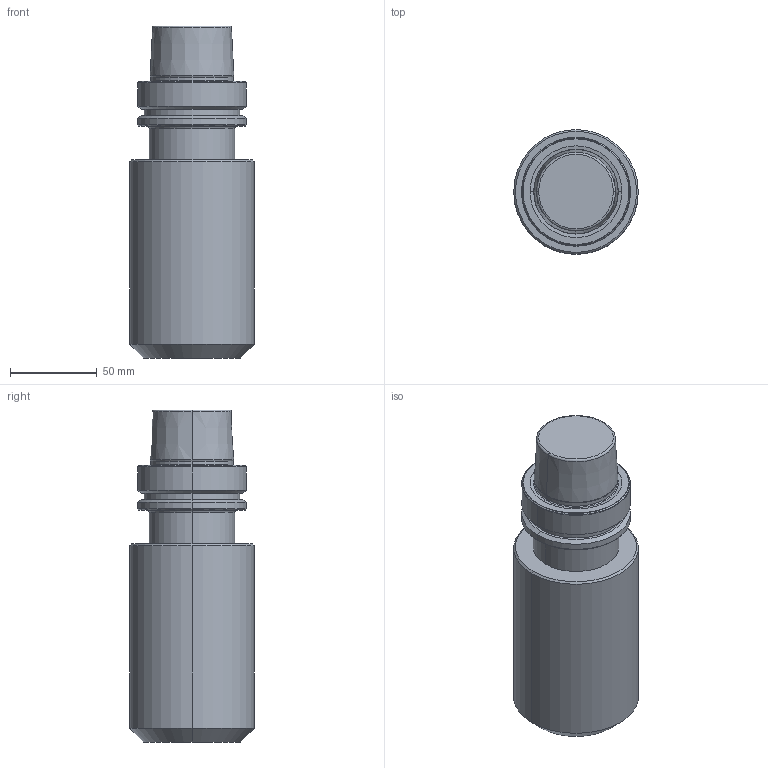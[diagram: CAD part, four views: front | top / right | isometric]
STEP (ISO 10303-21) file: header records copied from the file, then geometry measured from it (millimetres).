
FILE_DESCRIPTION (( 'STEP AP203' ), '1' );
FILE_NAME ('HSK-A 63 WE32 160 6.3G 20000 SL.STEP', '2019-05-13T03:53:06', ( '' ), ( '' ), 'SwSTEP 2.0', 'SolidWorks 2014', '' );
FILE_SCHEMA (( 'CONFIG_CONTROL_DESIGN' ));
Length unit declared in the file: millimetre
Products named in the file (1): HSK-A 63 WE32 160 6.3G 20000 SL
Bounding box: 72 x 72 x 191.9 mm (x, y, z)
Volume: 629547 mm3; surface area: 48496.7 mm2
Topology: 1 solids, 1 shells, 51 faces, 100 edges, 56 vertices
Faces by surface type: cone 18, torus 14, cylinder 12, plane 7
Entity records: 1385 total; most frequent: DIRECTION 274, CARTESIAN_POINT 208, ORIENTED_EDGE 200, AXIS2_PLACEMENT_3D 122, EDGE_CURVE 100, CIRCLE 70, EDGE_LOOP 56, VERTEX_POINT 56
